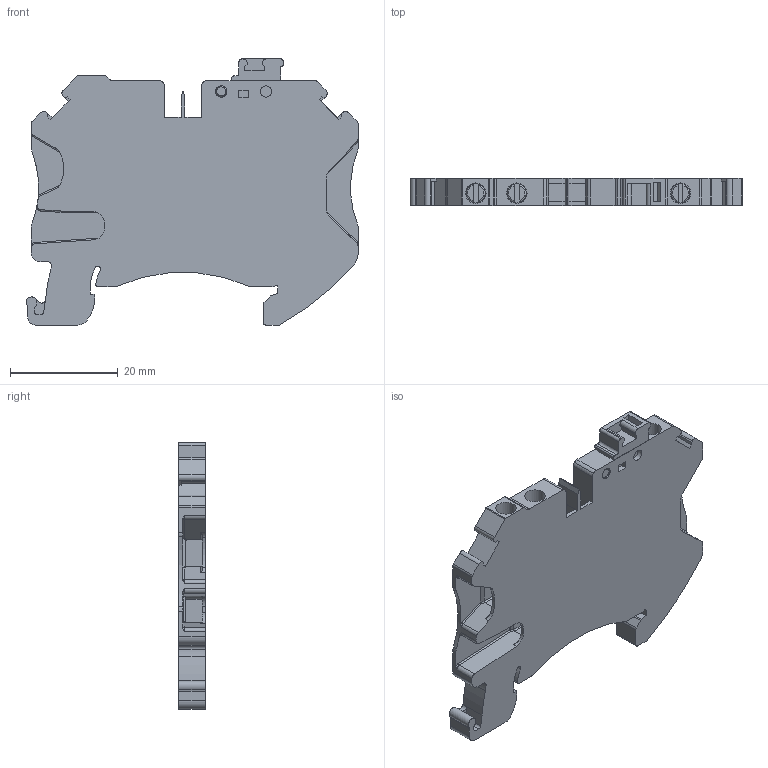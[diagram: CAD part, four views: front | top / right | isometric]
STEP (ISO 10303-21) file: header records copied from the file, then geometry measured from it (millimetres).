
FILE_DESCRIPTION(/* description */ ('Unknown'),/* implementation_level */ '2;1');
FILE_NAME(/* name */ 'TQK2_5-1X2_3D_SOLID',/* time_stamp */ '2021-04-28T12:14:15+06:00',/* author */ ('Unknown'),/* organization */ ('Unknown'),/* preprocessor_version */ 'ST-DEVELOPER v16.7',/* originating_system */ 'DEX',/* authorisation */ $);
FILE_SCHEMA (('AUTOMOTIVE_DESIGN {1 0 10303 214 3 1 1}'));
Length unit declared in the file: millimetre
Products named in the file (1): TQK2.5-1X2_SOLID
Bounding box: 61.49 x 5 x 49.27 mm (x, y, z)
Volume: 9434.4 mm3; surface area: 7358.4 mm2
Topology: 1 solids, 1 shells, 320 faces, 889 edges, 582 vertices
Faces by surface type: plane 177, cylinder 119, torus 15, sphere 4, bspline 3, cone 2
Full cylindrical faces by diameter (mm): 2 x1, 2.1 x3, 3.5 x3, 3.8 x3
Entity records: 12420 total; most frequent: CARTESIAN_POINT 1904, DIRECTION 1730, ORIENTED_EDGE 1726, EDGE_CURVE 863, AXIS2_PLACEMENT_3D 584, VERTEX_POINT 574, LINE 562, VECTOR 562
